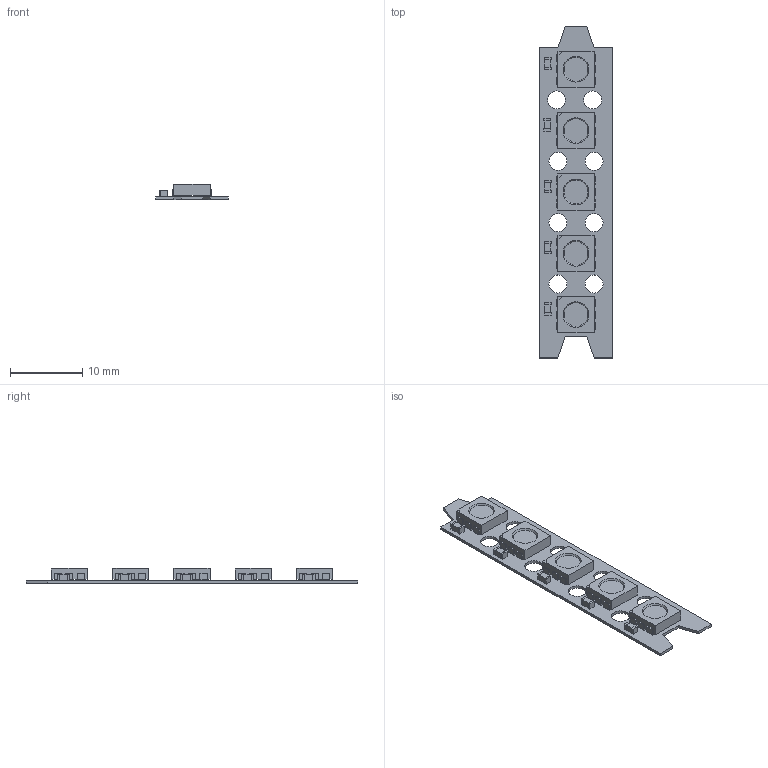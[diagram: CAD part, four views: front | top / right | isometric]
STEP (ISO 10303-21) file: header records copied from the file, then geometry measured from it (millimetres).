
FILE_DESCRIPTION(('Open CASCADE Model'),'2;1');
FILE_NAME('Open CASCADE Shape Model','2016-11-14T14:15:25',('Author'),( 'Open CASCADE'),'Open CASCADE STEP processor 6.2','Open CASCADE 6.2' ,'Unknown');
FILE_SCHEMA(('AUTOMOTIVE_DESIGN { 1 0 10303 214 1 1 1 1 }'));
Length unit declared in the file: millimetre
Products named in the file (14): PCB; Board; D4; 11821; C5; CAP_0603; C4; C3; C2; C1; D5; D3; D2; D1
Assembly tree (21 placements, depth 3):
  PCB
    Board
    D4
      11821
    C5
      CAP_0603
    C4
      CAP_0603
    C3
      CAP_0603
    C2
      CAP_0603
    C1
      CAP_0603
    D5
      11821
    D3
      11821
    D2
      11821
    D1
      11821
Bounding box: 10 x 46 x 2.14 mm (x, y, z)
Volume: 352.1 mm3; surface area: 1346 mm2
Topology: 11 solids, 11 shells, 377 faces, 1010 edges, 670 vertices
Faces by surface type: plane 319, cylinder 48, cone 10
Full cylindrical faces by diameter (mm): 2.5 x8
Entity records: 7086 total; most frequent: CARTESIAN_POINT 1319, DIRECTION 948, LINE 644, VECTOR 644, ORIENTED_EDGE 500, PCURVE 500, DEFINITIONAL_REPRESENTATION 500, EDGE_CURVE 250
